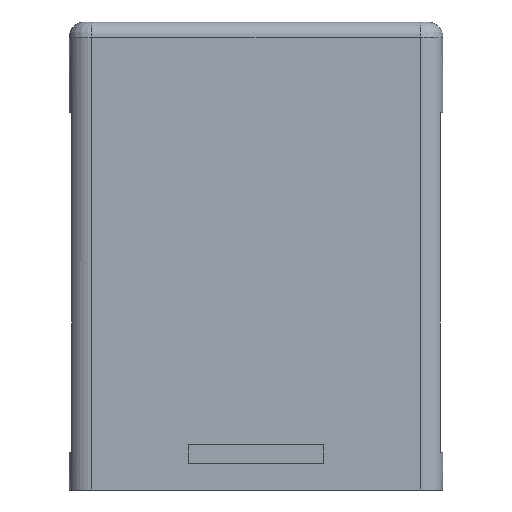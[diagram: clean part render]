
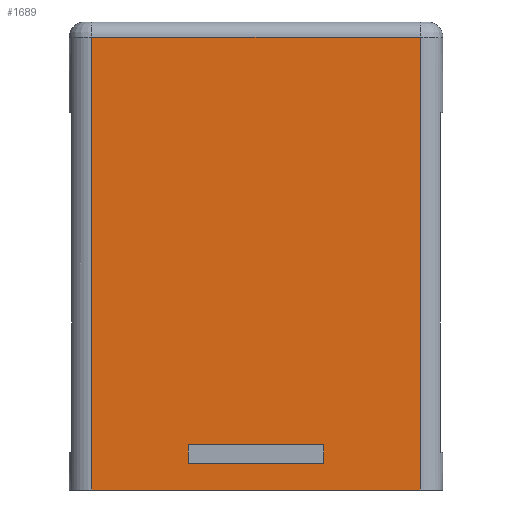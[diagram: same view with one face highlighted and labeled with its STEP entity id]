
A CAD part, front view. The second image highlights one B-rep face of the part: STEP entity #1689.
In plain terms, the highlighted planar face has unit normal (0, -1, 0).
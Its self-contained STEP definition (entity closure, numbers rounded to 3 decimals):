
#44 = PLANE('',#45);
#45 = AXIS2_PLACEMENT_3D('',#46,#47,#48);
#46 = CARTESIAN_POINT('',(0.,-3.45,0.));
#47 = DIRECTION('',(-0.,-0.,-1.));
#48 = DIRECTION('',(-1.,0.,0.));
#72 = CYLINDRICAL_SURFACE('',#73,3.);
#73 = AXIS2_PLACEMENT_3D('',#74,#75,#76);
#74 = CARTESIAN_POINT('',(-21.75,-4.1,0.));
#75 = DIRECTION('',(-0.,-0.,-1.));
#76 = DIRECTION('',(1.,0.,0.));
#142 = VERTEX_POINT('',#143);
#143 = CARTESIAN_POINT('',(-21.75,-7.1,0.));
#441 = VERTEX_POINT('',#442);
#442 = CARTESIAN_POINT('',(21.75,-7.1,0.));
#461 = CYLINDRICAL_SURFACE('',#462,3.);
#462 = AXIS2_PLACEMENT_3D('',#463,#464,#465);
#463 = CARTESIAN_POINT('',(21.75,-4.1,0.));
#464 = DIRECTION('',(-0.,-0.,-1.));
#465 = DIRECTION('',(1.,0.,0.));
#473 = EDGE_CURVE('',#441,#142,#474,.T.);
#474 = SURFACE_CURVE('',#475,(#479,#486),.PCURVE_S1.);
#475 = LINE('',#476,#477);
#476 = CARTESIAN_POINT('',(21.75,-7.1,0.));
#477 = VECTOR('',#478,1.);
#478 = DIRECTION('',(-1.,0.,0.));
#479 = PCURVE('',#44,#480);
#480 = DEFINITIONAL_REPRESENTATION('',(#481),#485);
#481 = LINE('',#482,#483);
#482 = CARTESIAN_POINT('',(-21.75,-3.65));
#483 = VECTOR('',#484,1.);
#484 = DIRECTION('',(1.,0.));
#485 = ( GEOMETRIC_REPRESENTATION_CONTEXT(2) 
PARAMETRIC_REPRESENTATION_CONTEXT() REPRESENTATION_CONTEXT('2D SPACE',''
  ) );
#486 = PCURVE('',#487,#492);
#487 = PLANE('',#488);
#488 = AXIS2_PLACEMENT_3D('',#489,#490,#491);
#489 = CARTESIAN_POINT('',(21.75,-7.1,0.));
#490 = DIRECTION('',(0.,-1.,0.));
#491 = DIRECTION('',(-1.,0.,0.));
#492 = DEFINITIONAL_REPRESENTATION('',(#493),#497);
#493 = LINE('',#494,#495);
#494 = CARTESIAN_POINT('',(0.,-0.));
#495 = VECTOR('',#496,1.);
#496 = DIRECTION('',(1.,0.));
#497 = ( GEOMETRIC_REPRESENTATION_CONTEXT(2) 
PARAMETRIC_REPRESENTATION_CONTEXT() REPRESENTATION_CONTEXT('2D SPACE',''
  ) );
#1629 = VERTEX_POINT('',#1630);
#1630 = CARTESIAN_POINT('',(-21.75,-7.1,60.));
#1669 = EDGE_CURVE('',#142,#1629,#1670,.T.);
#1670 = SURFACE_CURVE('',#1671,(#1675,#1682),.PCURVE_S1.);
#1671 = LINE('',#1672,#1673);
#1672 = CARTESIAN_POINT('',(-21.75,-7.1,0.));
#1673 = VECTOR('',#1674,1.);
#1674 = DIRECTION('',(0.,0.,1.));
#1675 = PCURVE('',#72,#1676);
#1676 = DEFINITIONAL_REPRESENTATION('',(#1677),#1681);
#1677 = LINE('',#1678,#1679);
#1678 = CARTESIAN_POINT('',(-4.712,0.));
#1679 = VECTOR('',#1680,1.);
#1680 = DIRECTION('',(-0.,-1.));
#1681 = ( GEOMETRIC_REPRESENTATION_CONTEXT(2) 
PARAMETRIC_REPRESENTATION_CONTEXT() REPRESENTATION_CONTEXT('2D SPACE',''
  ) );
#1682 = PCURVE('',#487,#1683);
#1683 = DEFINITIONAL_REPRESENTATION('',(#1684),#1688);
#1684 = LINE('',#1685,#1686);
#1685 = CARTESIAN_POINT('',(43.5,0.));
#1686 = VECTOR('',#1687,1.);
#1687 = DIRECTION('',(0.,-1.));
#1688 = ( GEOMETRIC_REPRESENTATION_CONTEXT(2) 
PARAMETRIC_REPRESENTATION_CONTEXT() REPRESENTATION_CONTEXT('2D SPACE',''
  ) );
#1689 = ADVANCED_FACE('',(#1690,#1743),#487,.T.);
#1690 = FACE_BOUND('',#1691,.T.);
#1691 = EDGE_LOOP('',(#1692,#1715,#1741,#1742));
#1692 = ORIENTED_EDGE('',*,*,#1693,.T.);
#1693 = EDGE_CURVE('',#441,#1694,#1696,.T.);
#1694 = VERTEX_POINT('',#1695);
#1695 = CARTESIAN_POINT('',(21.75,-7.1,60.));
#1696 = SURFACE_CURVE('',#1697,(#1701,#1708),.PCURVE_S1.);
#1697 = LINE('',#1698,#1699);
#1698 = CARTESIAN_POINT('',(21.75,-7.1,0.));
#1699 = VECTOR('',#1700,1.);
#1700 = DIRECTION('',(0.,0.,1.));
#1701 = PCURVE('',#487,#1702);
#1702 = DEFINITIONAL_REPRESENTATION('',(#1703),#1707);
#1703 = LINE('',#1704,#1705);
#1704 = CARTESIAN_POINT('',(0.,-0.));
#1705 = VECTOR('',#1706,1.);
#1706 = DIRECTION('',(0.,-1.));
#1707 = ( GEOMETRIC_REPRESENTATION_CONTEXT(2) 
PARAMETRIC_REPRESENTATION_CONTEXT() REPRESENTATION_CONTEXT('2D SPACE',''
  ) );
#1708 = PCURVE('',#461,#1709);
#1709 = DEFINITIONAL_REPRESENTATION('',(#1710),#1714);
#1710 = LINE('',#1711,#1712);
#1711 = CARTESIAN_POINT('',(-4.712,0.));
#1712 = VECTOR('',#1713,1.);
#1713 = DIRECTION('',(-0.,-1.));
#1714 = ( GEOMETRIC_REPRESENTATION_CONTEXT(2) 
PARAMETRIC_REPRESENTATION_CONTEXT() REPRESENTATION_CONTEXT('2D SPACE',''
  ) );
#1715 = ORIENTED_EDGE('',*,*,#1716,.T.);
#1716 = EDGE_CURVE('',#1694,#1629,#1717,.T.);
#1717 = SURFACE_CURVE('',#1718,(#1722,#1729),.PCURVE_S1.);
#1718 = LINE('',#1719,#1720);
#1719 = CARTESIAN_POINT('',(21.75,-7.1,60.));
#1720 = VECTOR('',#1721,1.);
#1721 = DIRECTION('',(-1.,0.,0.));
#1722 = PCURVE('',#487,#1723);
#1723 = DEFINITIONAL_REPRESENTATION('',(#1724),#1728);
#1724 = LINE('',#1725,#1726);
#1725 = CARTESIAN_POINT('',(0.,-60.));
#1726 = VECTOR('',#1727,1.);
#1727 = DIRECTION('',(1.,0.));
#1728 = ( GEOMETRIC_REPRESENTATION_CONTEXT(2) 
PARAMETRIC_REPRESENTATION_CONTEXT() REPRESENTATION_CONTEXT('2D SPACE',''
  ) );
#1729 = PCURVE('',#1730,#1735);
#1730 = CYLINDRICAL_SURFACE('',#1731,2.);
#1731 = AXIS2_PLACEMENT_3D('',#1732,#1733,#1734);
#1732 = CARTESIAN_POINT('',(21.75,-5.1,60.));
#1733 = DIRECTION('',(-1.,0.,0.));
#1734 = DIRECTION('',(0.,-1.,0.));
#1735 = DEFINITIONAL_REPRESENTATION('',(#1736),#1740);
#1736 = LINE('',#1737,#1738);
#1737 = CARTESIAN_POINT('',(0.,0.));
#1738 = VECTOR('',#1739,1.);
#1739 = DIRECTION('',(0.,1.));
#1740 = ( GEOMETRIC_REPRESENTATION_CONTEXT(2) 
PARAMETRIC_REPRESENTATION_CONTEXT() REPRESENTATION_CONTEXT('2D SPACE',''
  ) );
#1741 = ORIENTED_EDGE('',*,*,#1669,.F.);
#1742 = ORIENTED_EDGE('',*,*,#473,.F.);
#1743 = FACE_BOUND('',#1744,.T.);
#1744 = EDGE_LOOP('',(#1745,#1775,#1803,#1831));
#1745 = ORIENTED_EDGE('',*,*,#1746,.T.);
#1746 = EDGE_CURVE('',#1747,#1749,#1751,.T.);
#1747 = VERTEX_POINT('',#1748);
#1748 = CARTESIAN_POINT('',(-9.,-7.1,3.5));
#1749 = VERTEX_POINT('',#1750);
#1750 = CARTESIAN_POINT('',(-9.,-7.1,6.));
#1751 = SURFACE_CURVE('',#1752,(#1756,#1763),.PCURVE_S1.);
#1752 = LINE('',#1753,#1754);
#1753 = CARTESIAN_POINT('',(-9.,-7.1,3.5));
#1754 = VECTOR('',#1755,1.);
#1755 = DIRECTION('',(0.,0.,1.));
#1756 = PCURVE('',#487,#1757);
#1757 = DEFINITIONAL_REPRESENTATION('',(#1758),#1762);
#1758 = LINE('',#1759,#1760);
#1759 = CARTESIAN_POINT('',(30.75,-3.5));
#1760 = VECTOR('',#1761,1.);
#1761 = DIRECTION('',(0.,-1.));
#1762 = ( GEOMETRIC_REPRESENTATION_CONTEXT(2) 
PARAMETRIC_REPRESENTATION_CONTEXT() REPRESENTATION_CONTEXT('2D SPACE',''
  ) );
#1763 = PCURVE('',#1764,#1769);
#1764 = PLANE('',#1765);
#1765 = AXIS2_PLACEMENT_3D('',#1766,#1767,#1768);
#1766 = CARTESIAN_POINT('',(-9.,-7.1,3.5));
#1767 = DIRECTION('',(1.,0.,0.));
#1768 = DIRECTION('',(0.,0.,1.));
#1769 = DEFINITIONAL_REPRESENTATION('',(#1770),#1774);
#1770 = LINE('',#1771,#1772);
#1771 = CARTESIAN_POINT('',(0.,0.));
#1772 = VECTOR('',#1773,1.);
#1773 = DIRECTION('',(1.,0.));
#1774 = ( GEOMETRIC_REPRESENTATION_CONTEXT(2) 
PARAMETRIC_REPRESENTATION_CONTEXT() REPRESENTATION_CONTEXT('2D SPACE',''
  ) );
#1775 = ORIENTED_EDGE('',*,*,#1776,.T.);
#1776 = EDGE_CURVE('',#1749,#1777,#1779,.T.);
#1777 = VERTEX_POINT('',#1778);
#1778 = CARTESIAN_POINT('',(9.,-7.1,6.));
#1779 = SURFACE_CURVE('',#1780,(#1784,#1791),.PCURVE_S1.);
#1780 = LINE('',#1781,#1782);
#1781 = CARTESIAN_POINT('',(-9.,-7.1,6.));
#1782 = VECTOR('',#1783,1.);
#1783 = DIRECTION('',(1.,0.,0.));
#1784 = PCURVE('',#487,#1785);
#1785 = DEFINITIONAL_REPRESENTATION('',(#1786),#1790);
#1786 = LINE('',#1787,#1788);
#1787 = CARTESIAN_POINT('',(30.75,-6.));
#1788 = VECTOR('',#1789,1.);
#1789 = DIRECTION('',(-1.,-0.));
#1790 = ( GEOMETRIC_REPRESENTATION_CONTEXT(2) 
PARAMETRIC_REPRESENTATION_CONTEXT() REPRESENTATION_CONTEXT('2D SPACE',''
  ) );
#1791 = PCURVE('',#1792,#1797);
#1792 = PLANE('',#1793);
#1793 = AXIS2_PLACEMENT_3D('',#1794,#1795,#1796);
#1794 = CARTESIAN_POINT('',(-9.,-7.1,6.));
#1795 = DIRECTION('',(0.,0.,-1.));
#1796 = DIRECTION('',(1.,0.,0.));
#1797 = DEFINITIONAL_REPRESENTATION('',(#1798),#1802);
#1798 = LINE('',#1799,#1800);
#1799 = CARTESIAN_POINT('',(0.,0.));
#1800 = VECTOR('',#1801,1.);
#1801 = DIRECTION('',(1.,0.));
#1802 = ( GEOMETRIC_REPRESENTATION_CONTEXT(2) 
PARAMETRIC_REPRESENTATION_CONTEXT() REPRESENTATION_CONTEXT('2D SPACE',''
  ) );
#1803 = ORIENTED_EDGE('',*,*,#1804,.T.);
#1804 = EDGE_CURVE('',#1777,#1805,#1807,.T.);
#1805 = VERTEX_POINT('',#1806);
#1806 = CARTESIAN_POINT('',(9.,-7.1,3.5));
#1807 = SURFACE_CURVE('',#1808,(#1812,#1819),.PCURVE_S1.);
#1808 = LINE('',#1809,#1810);
#1809 = CARTESIAN_POINT('',(9.,-7.1,6.));
#1810 = VECTOR('',#1811,1.);
#1811 = DIRECTION('',(0.,0.,-1.));
#1812 = PCURVE('',#487,#1813);
#1813 = DEFINITIONAL_REPRESENTATION('',(#1814),#1818);
#1814 = LINE('',#1815,#1816);
#1815 = CARTESIAN_POINT('',(12.75,-6.));
#1816 = VECTOR('',#1817,1.);
#1817 = DIRECTION('',(0.,1.));
#1818 = ( GEOMETRIC_REPRESENTATION_CONTEXT(2) 
PARAMETRIC_REPRESENTATION_CONTEXT() REPRESENTATION_CONTEXT('2D SPACE',''
  ) );
#1819 = PCURVE('',#1820,#1825);
#1820 = PLANE('',#1821);
#1821 = AXIS2_PLACEMENT_3D('',#1822,#1823,#1824);
#1822 = CARTESIAN_POINT('',(9.,-7.1,6.));
#1823 = DIRECTION('',(-1.,0.,0.));
#1824 = DIRECTION('',(0.,0.,-1.));
#1825 = DEFINITIONAL_REPRESENTATION('',(#1826),#1830);
#1826 = LINE('',#1827,#1828);
#1827 = CARTESIAN_POINT('',(0.,0.));
#1828 = VECTOR('',#1829,1.);
#1829 = DIRECTION('',(1.,0.));
#1830 = ( GEOMETRIC_REPRESENTATION_CONTEXT(2) 
PARAMETRIC_REPRESENTATION_CONTEXT() REPRESENTATION_CONTEXT('2D SPACE',''
  ) );
#1831 = ORIENTED_EDGE('',*,*,#1832,.T.);
#1832 = EDGE_CURVE('',#1805,#1747,#1833,.T.);
#1833 = SURFACE_CURVE('',#1834,(#1838,#1845),.PCURVE_S1.);
#1834 = LINE('',#1835,#1836);
#1835 = CARTESIAN_POINT('',(9.,-7.1,3.5));
#1836 = VECTOR('',#1837,1.);
#1837 = DIRECTION('',(-1.,0.,0.));
#1838 = PCURVE('',#487,#1839);
#1839 = DEFINITIONAL_REPRESENTATION('',(#1840),#1844);
#1840 = LINE('',#1841,#1842);
#1841 = CARTESIAN_POINT('',(12.75,-3.5));
#1842 = VECTOR('',#1843,1.);
#1843 = DIRECTION('',(1.,0.));
#1844 = ( GEOMETRIC_REPRESENTATION_CONTEXT(2) 
PARAMETRIC_REPRESENTATION_CONTEXT() REPRESENTATION_CONTEXT('2D SPACE',''
  ) );
#1845 = PCURVE('',#1846,#1851);
#1846 = PLANE('',#1847);
#1847 = AXIS2_PLACEMENT_3D('',#1848,#1849,#1850);
#1848 = CARTESIAN_POINT('',(9.,-7.1,3.5));
#1849 = DIRECTION('',(0.,0.,1.));
#1850 = DIRECTION('',(-1.,0.,0.));
#1851 = DEFINITIONAL_REPRESENTATION('',(#1852),#1856);
#1852 = LINE('',#1853,#1854);
#1853 = CARTESIAN_POINT('',(0.,0.));
#1854 = VECTOR('',#1855,1.);
#1855 = DIRECTION('',(1.,0.));
#1856 = ( GEOMETRIC_REPRESENTATION_CONTEXT(2) 
PARAMETRIC_REPRESENTATION_CONTEXT() REPRESENTATION_CONTEXT('2D SPACE',''
  ) );
